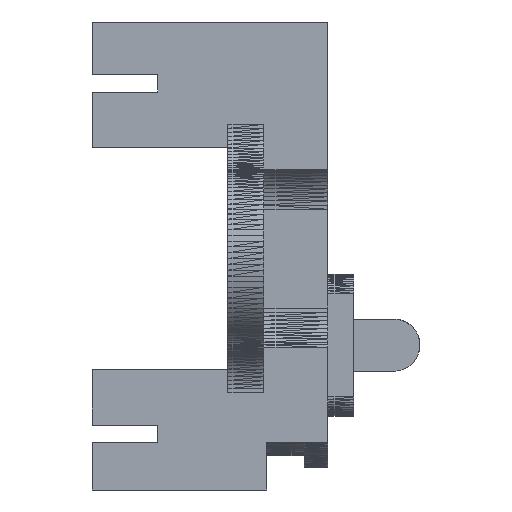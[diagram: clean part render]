
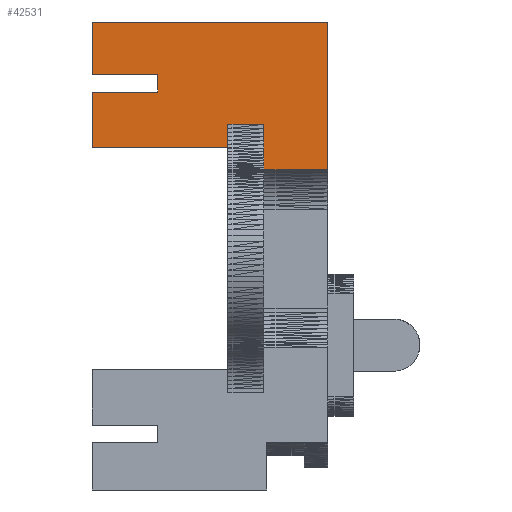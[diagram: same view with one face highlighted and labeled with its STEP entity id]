
A CAD part, front view. The second image highlights one B-rep face of the part: STEP entity #42531.
In plain terms, the highlighted planar face has unit normal (0, -1, 0).
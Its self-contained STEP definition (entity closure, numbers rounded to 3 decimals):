
#59=FACE_OUTER_BOUND('',#3254,.T.);
#3254=EDGE_LOOP('',(#28841,#28842,#28843,#28844,#28845,#28846,#28847,#28848,
#28849,#28850,#28851,#28852));
#6651=LINE('',#61711,#12666);
#7932=LINE('',#64270,#13947);
#7933=LINE('',#64274,#13948);
#7934=LINE('',#64276,#13949);
#7935=LINE('',#64278,#13950);
#7936=LINE('',#64279,#13951);
#7937=LINE('',#64281,#13952);
#7938=LINE('',#64283,#13953);
#7939=LINE('',#64285,#13954);
#7940=LINE('',#64287,#13955);
#7941=LINE('',#64288,#13956);
#7942=LINE('',#64289,#13957);
#12666=VECTOR('',#49127,10.);
#13947=VECTOR('',#50424,10.);
#13948=VECTOR('',#50427,10.);
#13949=VECTOR('',#50428,10.);
#13950=VECTOR('',#50429,10.);
#13951=VECTOR('',#50430,10.);
#13952=VECTOR('',#50431,10.);
#13953=VECTOR('',#50432,10.);
#13954=VECTOR('',#50433,10.);
#13955=VECTOR('',#50434,10.);
#13956=VECTOR('',#50435,10.);
#13957=VECTOR('',#50436,10.);
#18675=VERTEX_POINT('',#61708);
#18676=VERTEX_POINT('',#61710);
#19945=VERTEX_POINT('',#64266);
#19946=VERTEX_POINT('',#64268);
#19947=VERTEX_POINT('',#64272);
#19948=VERTEX_POINT('',#64273);
#19949=VERTEX_POINT('',#64275);
#19950=VERTEX_POINT('',#64277);
#19951=VERTEX_POINT('',#64280);
#19952=VERTEX_POINT('',#64282);
#19953=VERTEX_POINT('',#64284);
#19954=VERTEX_POINT('',#64286);
#21528=EDGE_CURVE('',#18676,#18675,#6651,.T.);
#22809=EDGE_CURVE('',#19946,#19945,#7932,.T.);
#22810=EDGE_CURVE('',#19947,#19948,#7933,.T.);
#22811=EDGE_CURVE('',#19947,#19949,#7934,.T.);
#22812=EDGE_CURVE('',#19950,#19949,#7935,.T.);
#22813=EDGE_CURVE('',#19945,#19950,#7936,.T.);
#22814=EDGE_CURVE('',#19946,#19951,#7937,.T.);
#22815=EDGE_CURVE('',#19951,#19952,#7938,.T.);
#22816=EDGE_CURVE('',#19952,#19953,#7939,.T.);
#22817=EDGE_CURVE('',#19954,#19953,#7940,.T.);
#22818=EDGE_CURVE('',#19954,#18676,#7941,.T.);
#22819=EDGE_CURVE('',#19948,#18675,#7942,.T.);
#28841=ORIENTED_EDGE('',*,*,#22810,.F.);
#28842=ORIENTED_EDGE('',*,*,#22811,.T.);
#28843=ORIENTED_EDGE('',*,*,#22812,.F.);
#28844=ORIENTED_EDGE('',*,*,#22813,.F.);
#28845=ORIENTED_EDGE('',*,*,#22809,.F.);
#28846=ORIENTED_EDGE('',*,*,#22814,.T.);
#28847=ORIENTED_EDGE('',*,*,#22815,.T.);
#28848=ORIENTED_EDGE('',*,*,#22816,.T.);
#28849=ORIENTED_EDGE('',*,*,#22817,.F.);
#28850=ORIENTED_EDGE('',*,*,#22818,.T.);
#28851=ORIENTED_EDGE('',*,*,#21528,.T.);
#28852=ORIENTED_EDGE('',*,*,#22819,.F.);
#39357=PLANE('',#45719);
#42531=ADVANCED_FACE('',(#59),#39357,.T.);
#45719=AXIS2_PLACEMENT_3D('',#64271,#50425,#50426);
#49127=DIRECTION('',(0.,0.,1.));
#50424=DIRECTION('',(0.,0.,1.));
#50425=DIRECTION('center_axis',(0.,-1.,0.));
#50426=DIRECTION('ref_axis',(0.,0.,-1.));
#50427=DIRECTION('',(0.,0.,1.));
#50428=DIRECTION('',(1.,0.,0.));
#50429=DIRECTION('',(0.,0.,1.));
#50430=DIRECTION('',(1.,0.,0.));
#50431=DIRECTION('',(1.,0.,0.));
#50432=DIRECTION('',(0.,0.,1.));
#50433=DIRECTION('',(1.,0.,0.));
#50434=DIRECTION('',(0.,0.,1.));
#50435=DIRECTION('',(1.,0.,0.));
#50436=DIRECTION('',(1.,0.,0.));
#61708=CARTESIAN_POINT('',(0.,2.341,-84.45));
#61710=CARTESIAN_POINT('',(0.,2.341,-104.427));
#61711=CARTESIAN_POINT('',(0.,2.341,-104.427));
#64266=CARTESIAN_POINT('',(-31.836,2.341,-93.918));
#64268=CARTESIAN_POINT('',(-31.836,2.341,-101.442));
#64270=CARTESIAN_POINT('',(-31.836,2.341,-101.442));
#64271=CARTESIAN_POINT('Origin',(-8.636,2.341,-98.28));
#64272=CARTESIAN_POINT('',(-31.836,2.341,-91.536));
#64273=CARTESIAN_POINT('',(-31.836,2.341,-84.45));
#64274=CARTESIAN_POINT('',(-31.836,2.341,-91.365));
#64275=CARTESIAN_POINT('',(-22.946,2.341,-91.536));
#64276=CARTESIAN_POINT('',(-31.836,2.341,-91.536));
#64277=CARTESIAN_POINT('',(-22.946,2.341,-93.918));
#64278=CARTESIAN_POINT('',(-22.946,2.341,-93.918));
#64279=CARTESIAN_POINT('',(-31.836,2.341,-93.918));
#64280=CARTESIAN_POINT('',(-13.498,2.341,-101.442));
#64281=CARTESIAN_POINT('',(-31.836,2.341,-101.442));
#64282=CARTESIAN_POINT('',(-13.498,2.341,-98.28));
#64283=CARTESIAN_POINT('',(-13.498,2.341,-101.442));
#64284=CARTESIAN_POINT('',(-8.636,2.341,-98.28));
#64285=CARTESIAN_POINT('',(-13.498,2.341,-98.28));
#64286=CARTESIAN_POINT('',(-8.636,2.341,-104.427));
#64287=CARTESIAN_POINT('',(-8.636,2.341,-104.427));
#64288=CARTESIAN_POINT('',(-8.636,2.341,-104.427));
#64289=CARTESIAN_POINT('',(-31.836,2.341,-84.45));
